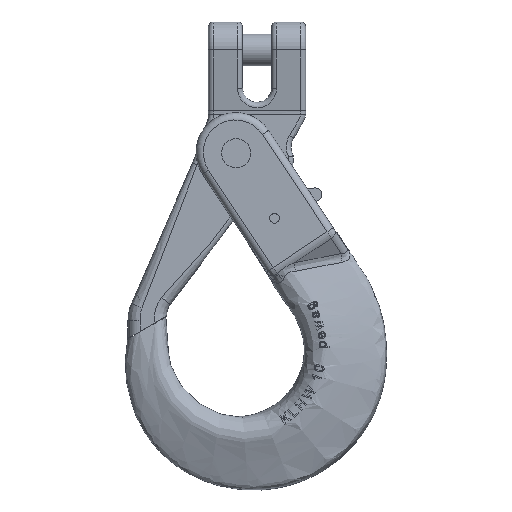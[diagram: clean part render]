
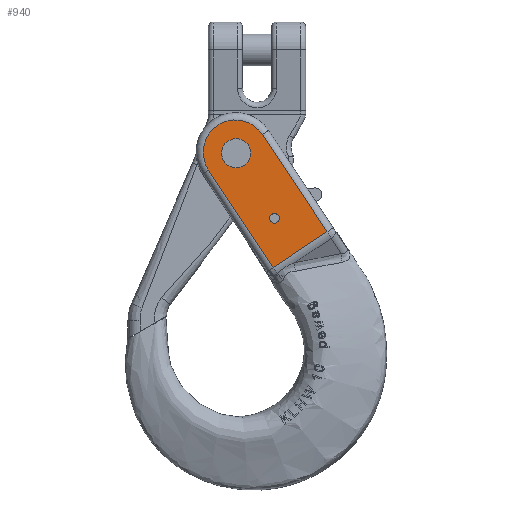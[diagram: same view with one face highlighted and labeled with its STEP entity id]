
A CAD part, top view. The second image highlights one B-rep face of the part: STEP entity #940.
In plain terms, the highlighted planar face has unit normal (0, 0, 1).
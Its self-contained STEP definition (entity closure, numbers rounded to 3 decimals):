
#940=ADVANCED_FACE('',(#1323,#1324,#1453),#1198,.F.);
#1198=PLANE('',#6277);
#1323=FACE_BOUND('',#1822,.T.);
#1324=FACE_BOUND('',#1823,.T.);
#1453=FACE_OUTER_BOUND('',#1824,.T.);
#1822=EDGE_LOOP('',(#2925));
#1823=EDGE_LOOP('',(#2926));
#1824=EDGE_LOOP('',(#2927,#2928,#2929,#2930));
#2178=CIRCLE('',#6270,6.);
#2180=CIRCLE('',#6273,2.);
#2182=CIRCLE('',#6276,13.278);
#2925=ORIENTED_EDGE('',*,*,#4962,.T.);
#2926=ORIENTED_EDGE('',*,*,#4960,.T.);
#2927=ORIENTED_EDGE('',*,*,#4964,.T.);
#2928=ORIENTED_EDGE('',*,*,#4965,.T.);
#2929=ORIENTED_EDGE('',*,*,#4966,.T.);
#2930=ORIENTED_EDGE('',*,*,#4967,.T.);
#4293=VERTEX_POINT('',#11157);
#4295=VERTEX_POINT('',#11162);
#4297=VERTEX_POINT('',#11167);
#4298=VERTEX_POINT('',#11168);
#4299=VERTEX_POINT('',#11170);
#4300=VERTEX_POINT('',#11172);
#4960=EDGE_CURVE('',#4293,#4293,#2178,.T.);
#4962=EDGE_CURVE('',#4295,#4295,#2180,.T.);
#4964=EDGE_CURVE('',#4297,#4298,#5505,.T.);
#4965=EDGE_CURVE('',#4298,#4299,#5506,.T.);
#4966=EDGE_CURVE('',#4299,#4300,#2182,.T.);
#4967=EDGE_CURVE('',#4300,#4297,#5507,.T.);
#5505=LINE('',#11166,#5785);
#5506=LINE('',#11169,#5786);
#5507=LINE('',#11173,#5787);
#5785=VECTOR('',#6993,1.);
#5786=VECTOR('',#6994,1.);
#5787=VECTOR('',#6997,1.);
#6270=AXIS2_PLACEMENT_3D('',#11156,#6981,#6982);
#6273=AXIS2_PLACEMENT_3D('',#11161,#6987,#6988);
#6276=AXIS2_PLACEMENT_3D('',#11171,#6995,#6996);
#6277=AXIS2_PLACEMENT_3D('',#11174,#6998,#6999);
#6981=DIRECTION('',(0.,0.,-1.));
#6982=DIRECTION('',(-1.,0.,0.));
#6987=DIRECTION('',(0.,0.,-1.));
#6988=DIRECTION('',(-1.,0.,0.));
#6993=DIRECTION('',(0.834,0.552,0.));
#6994=DIRECTION('',(-0.552,0.834,0.));
#6995=DIRECTION('',(0.,0.,1.));
#6996=DIRECTION('',(-1.,0.,0.));
#6997=DIRECTION('',(0.552,-0.834,0.));
#6998=DIRECTION('',(0.,0.,-1.));
#6999=DIRECTION('',(-1.,0.,0.));
#11156=CARTESIAN_POINT('',(-0.085,80.3,16.));
#11157=CARTESIAN_POINT('',(-6.085,80.3,16.));
#11161=CARTESIAN_POINT('',(15.691,53.566,16.));
#11162=CARTESIAN_POINT('',(13.691,53.566,16.));
#11166=CARTESIAN_POINT('',(-10.735,16.219,16.));
#11167=CARTESIAN_POINT('',(15.115,33.329,16.));
#11168=CARTESIAN_POINT('',(37.26,47.986,16.));
#11169=CARTESIAN_POINT('',(47.995,31.767,16.));
#11170=CARTESIAN_POINT('',(10.742,88.051,16.));
#11171=CARTESIAN_POINT('',(-0.331,80.722,16.));
#11172=CARTESIAN_POINT('',(-11.403,73.394,16.));
#11173=CARTESIAN_POINT('',(25.85,17.11,16.));
#11174=CARTESIAN_POINT('',(0.,0.,16.));
